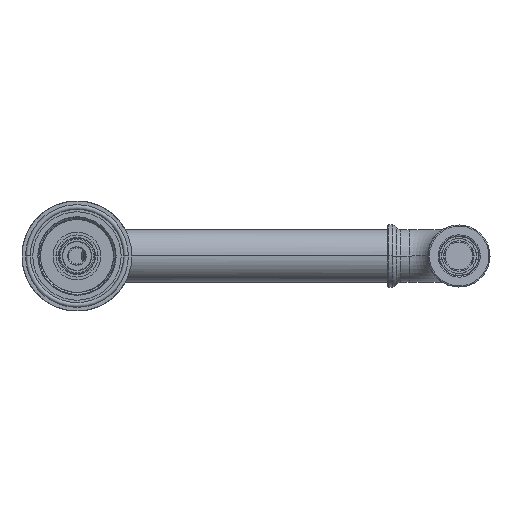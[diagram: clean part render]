
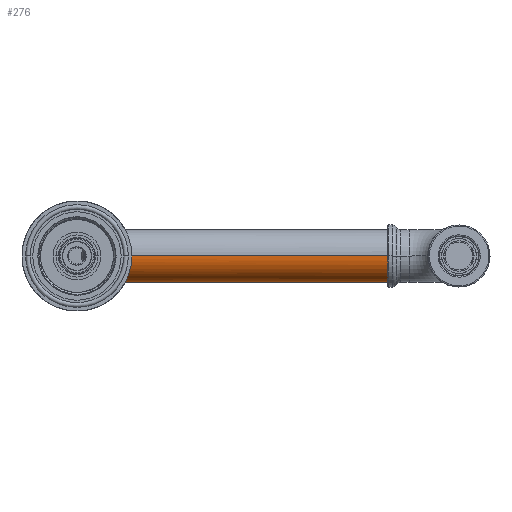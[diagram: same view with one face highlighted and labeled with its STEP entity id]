
A CAD part, front view. The second image highlights one B-rep face of the part: STEP entity #276.
In plain terms, the highlighted cylindrical face has radius 11 mm (diameter 22 mm), a partial arc.
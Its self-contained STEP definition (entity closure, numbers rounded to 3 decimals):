
#69=CARTESIAN_POINT('',(132.2,0.,0.));
#70=DIRECTION('',(-1.,0.,0.));
#71=DIRECTION('',(0.,1.,0.));
#72=AXIS2_PLACEMENT_3D('',#69,#70,#71);
#74=CARTESIAN_POINT('',(132.2,0.,0.));
#75=DIRECTION('',(-1.,0.,0.));
#76=DIRECTION('',(0.,0.,-1.));
#77=AXIS2_PLACEMENT_3D('',#74,#75,#76);
#83=CARTESIAN_POINT('',(21.,11.,0.));
#84=CARTESIAN_POINT('',(21.,11.,-0.619));
#85=CARTESIAN_POINT('',(20.946,10.897,-1.892));
#86=CARTESIAN_POINT('',(20.671,10.365,-3.878));
#87=CARTESIAN_POINT('',(20.223,9.447,-5.755));
#88=CARTESIAN_POINT('',(19.69,8.259,-7.362));
#89=CARTESIAN_POINT('',(19.067,6.668,-8.843));
#90=CARTESIAN_POINT('',(18.493,4.8,-9.967));
#91=CARTESIAN_POINT('',(18.098,2.969,-10.657));
#92=CARTESIAN_POINT('',(17.872,0.876,-11.028));
#93=CARTESIAN_POINT('',(17.884,-1.054,-11.009));
#94=CARTESIAN_POINT('',(18.116,-3.053,-10.626));
#95=CARTESIAN_POINT('',(18.485,-4.751,-9.979));
#96=CARTESIAN_POINT('',(19.007,-6.49,-8.963));
#97=CARTESIAN_POINT('',(19.606,-8.059,-7.581));
#98=CARTESIAN_POINT('',(20.166,-9.328,-5.956));
#99=CARTESIAN_POINT('',(20.65,-10.324,-4.008));
#100=CARTESIAN_POINT('',(20.948,-10.901,-1.899));
#101=CARTESIAN_POINT('',(21.,-11.,-0.614));
#102=CARTESIAN_POINT('',(21.,-11.,0.));
#104=DIRECTION('',(1.,0.,0.));
#105=VECTOR('',#104,111.2);
#106=CARTESIAN_POINT('',(21.,-11.,0.));
#107=LINE('',#106,#105);
#108=CARTESIAN_POINT('',(21.,-11.,0.));
#127=CARTESIAN_POINT('',(21.,11.,0.));
#129=DIRECTION('',(1.,0.,0.));
#130=VECTOR('',#129,111.2);
#131=CARTESIAN_POINT('',(21.,11.,0.));
#132=LINE('',#131,#130);
#211=VERTEX_POINT('',#108);
#212=VERTEX_POINT('',#127);
#213=CARTESIAN_POINT('',(132.2,11.,0.));
#214=VERTEX_POINT('',#213);
#215=CARTESIAN_POINT('',(132.2,-11.,0.));
#217=VERTEX_POINT('',#215);
#219=CARTESIAN_POINT('',(132.2,0.,-11.));
#220=VERTEX_POINT('',#219);
#261=CARTESIAN_POINT('',(-6.625,0.,0.));
#262=DIRECTION('',(1.,0.,0.));
#263=DIRECTION('',(0.,-1.,0.));
#264=AXIS2_PLACEMENT_3D('',#261,#262,#263);
#265=CYLINDRICAL_SURFACE('',#264,11.);
#267=ORIENTED_EDGE('',*,*,#266,.T.);
#269=ORIENTED_EDGE('',*,*,#268,.T.);
#270=ORIENTED_EDGE('',*,*,#250,.F.);
#271=ORIENTED_EDGE('',*,*,#248,.F.);
#273=ORIENTED_EDGE('',*,*,#272,.F.);
#274=EDGE_LOOP('',(#267,#269,#270,#271,#273));
#275=FACE_OUTER_BOUND('',#274,.F.);
#73=CIRCLE('',#72,11.);
#78=CIRCLE('',#77,11.);
#103=B_SPLINE_CURVE_WITH_KNOTS('',3,(#83,#84,#85,#86,#87,#88,#89,#90,#91,#92,
#93,#94,#95,#96,#97,#98,#99,#100,#101,#102),.UNSPECIFIED.,.F.,.F.,(4,1,1,1,1,1,
1,1,1,1,1,1,1,1,1,1,1,4),(0.,0.059,0.118,
0.176,0.235,0.294,0.353,
0.412,0.471,0.529,0.588,
0.647,0.706,0.765,0.824,
0.882,0.941,1.),.UNSPECIFIED.);
#248=EDGE_CURVE('',#214,#220,#73,.T.);
#250=EDGE_CURVE('',#220,#217,#78,.T.);
#266=EDGE_CURVE('',#212,#211,#103,.T.);
#268=EDGE_CURVE('',#211,#217,#107,.T.);
#272=EDGE_CURVE('',#212,#214,#132,.T.);
#276=ADVANCED_FACE('',(#275),#265,.T.);
